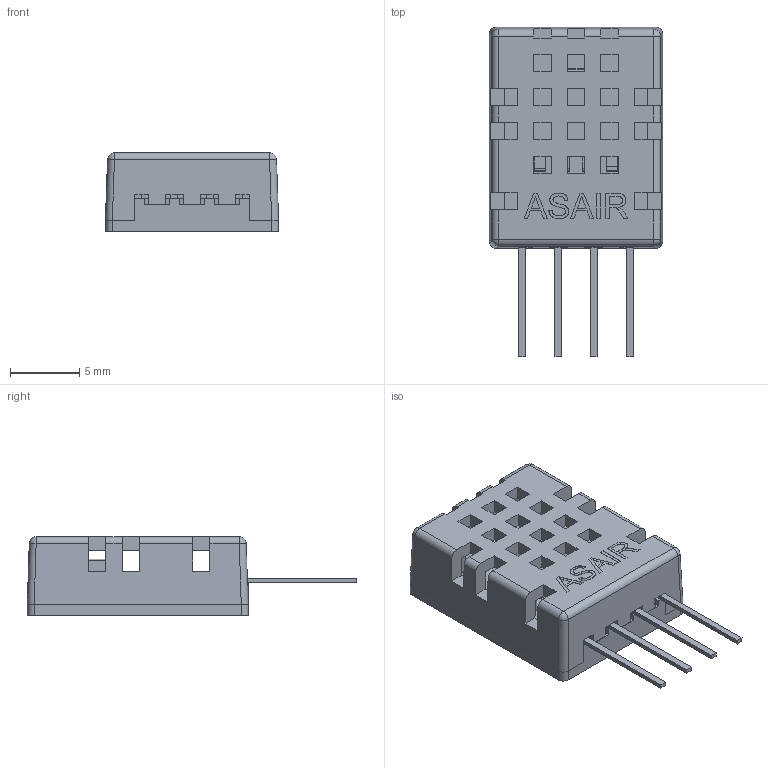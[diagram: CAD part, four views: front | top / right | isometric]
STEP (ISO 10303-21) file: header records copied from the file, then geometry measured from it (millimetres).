
FILE_DESCRIPTION(/* description */ (''),/* implementation_level */ '2;1');
FILE_NAME(/* name */ 'ASAIR DHT20 SIP v2.step',/* time_stamp */ '2025-06-02T23:43:19+05:30',/* author */ (''),/* organization */ (''),/* preprocessor_version */ 'ST-DEVELOPER v20.1',/* originating_system */ 'Autodesk Translation Framework v14.4.0.0',/* authorisation */ '');
FILE_SCHEMA (('AUTOMOTIVE_DESIGN { 1 0 10303 214 3 1 1 }'));
Length unit declared in the file: millimetre
Products named in the file (1): DHT20
Bounding box: 12.55 x 23.87 x 5.71 mm (x, y, z)
Volume: 624 mm3; surface area: 1817.3 mm2
Topology: 3 solids, 3 shells, 410 faces, 1141 edges, 742 vertices
Faces by surface type: plane 288, bspline 57, cylinder 53, sphere 8, torus 4
Full cylindrical faces by diameter (mm): 0.65 x2, 0.9 x8
Entity records: 13610 total; most frequent: CARTESIAN_POINT 3215, ORIENTED_EDGE 2282, DIRECTION 1909, EDGE_CURVE 1141, LINE 869, VECTOR 869, VERTEX_POINT 742, AXIS2_PLACEMENT_3D 520
